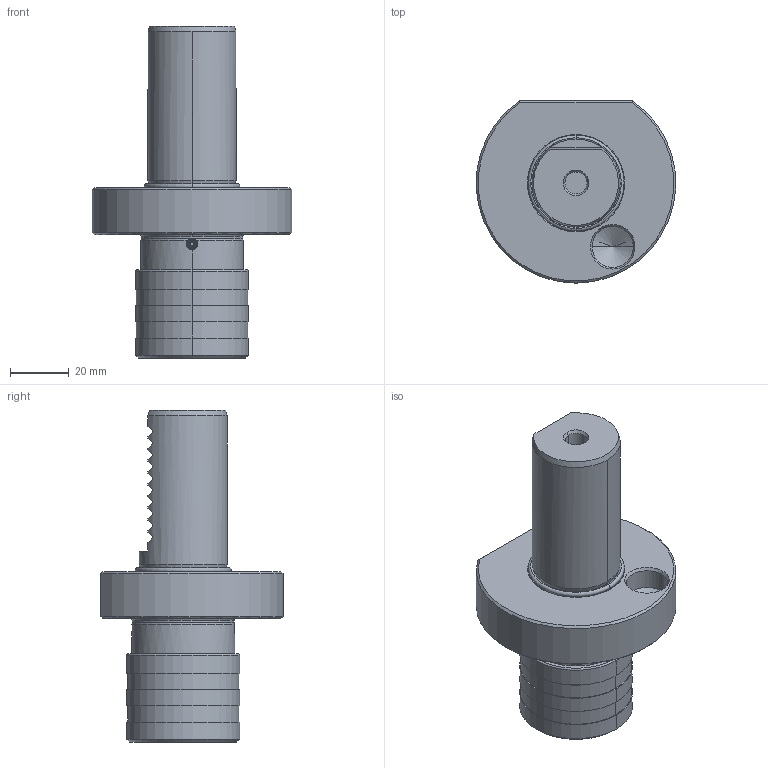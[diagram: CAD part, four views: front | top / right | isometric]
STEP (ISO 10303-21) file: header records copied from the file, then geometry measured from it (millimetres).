
FILE_DESCRIPTION((''),'2;1');
FILE_NAME('309_16_12','2020-11-13T',('101107'),(''),'CREO PARAMETRIC BY PTC INC, 2016260','CREO PARAMETRIC BY PTC INC, 2016260','');
FILE_SCHEMA(('CONFIG_CONTROL_DESIGN'));
Length unit declared in the file: millimetre
Products named in the file (1): 309_16_12
Bounding box: 67.92 x 62 x 113 mm (x, y, z)
Volume: 124358.9 mm3; surface area: 30248.9 mm2
Topology: 2 solids, 2 shells, 203 faces, 492 edges, 304 vertices
Faces by surface type: plane 85, cylinder 49, cone 43, torus 20, sphere 6
Entity records: 6363 total; most frequent: CARTESIAN_POINT 1700, ORIENTED_EDGE 968, DIRECTION 951, EDGE_CURVE 484, AXIS2_PLACEMENT_3D 381, VERTEX_POINT 304, EDGE_LOOP 224, FACE_OUTER_BOUND 203
